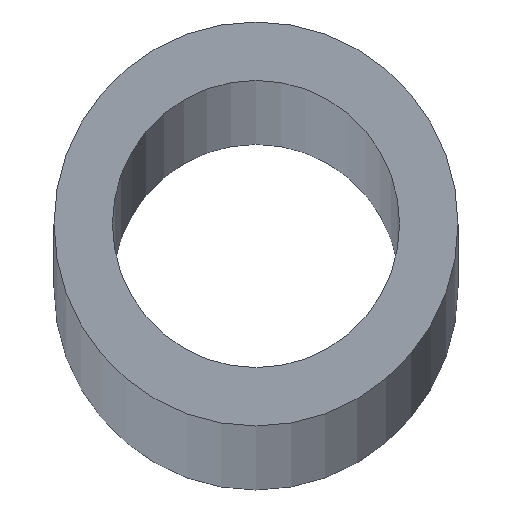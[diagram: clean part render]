
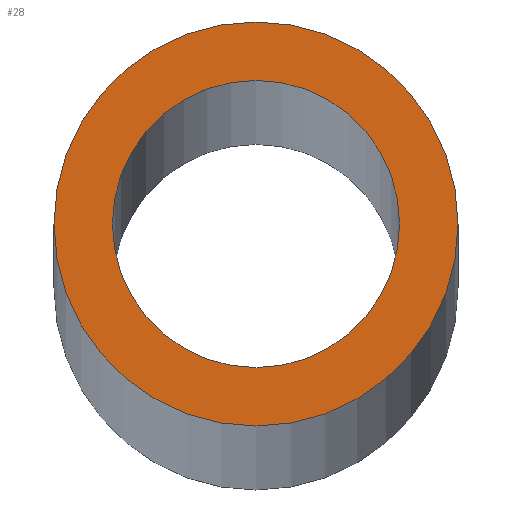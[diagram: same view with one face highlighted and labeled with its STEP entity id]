
A CAD part, top view. The second image highlights one B-rep face of the part: STEP entity #28.
In plain terms, the highlighted planar face has unit normal (0, 0, 1).
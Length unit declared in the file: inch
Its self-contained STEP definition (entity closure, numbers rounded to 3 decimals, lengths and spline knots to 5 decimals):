
#13 = VERTEX_POINT ( 'NONE', #250 ) ;
#16 = DIRECTION ( 'NONE',  ( 1., 0., 0. ) ) ;
#17 = DIRECTION ( 'NONE',  ( 1., 0., 0. ) ) ;
#19 = ORIENTED_EDGE ( 'NONE', *, *, #226, .F. ) ;
#21 = DIRECTION ( 'NONE',  ( 0., 0., 1. ) ) ;
#28 = ADVANCED_FACE ( 'NONE', ( #136, #137 ), #209, .T. ) ;
#30 = AXIS2_PLACEMENT_3D ( 'NONE', #143, #217, #239 ) ;
#37 = VERTEX_POINT ( 'NONE', #61 ) ;
#55 = CIRCLE ( 'NONE', #30, 0.846 ) ;
#57 = EDGE_CURVE ( 'NONE', #37, #84, #62, .T. ) ;
#61 = CARTESIAN_POINT ( 'NONE',  ( -1.19, 0., 216. ) ) ;
#62 = CIRCLE ( 'NONE', #116, 1.19 ) ;
#65 = DIRECTION ( 'NONE',  ( 1., 0., 0. ) ) ;
#69 = DIRECTION ( 'NONE',  ( 0., 0., 1. ) ) ;
#79 = ORIENTED_EDGE ( 'NONE', *, *, #238, .F. ) ;
#84 = VERTEX_POINT ( 'NONE', #164 ) ;
#93 = AXIS2_PLACEMENT_3D ( 'NONE', #185, #69, #65 ) ;
#97 = CIRCLE ( 'NONE', #93, 0.846 ) ;
#103 = DIRECTION ( 'NONE',  ( 0., 0., 1. ) ) ;
#116 = AXIS2_PLACEMENT_3D ( 'NONE', #122, #103, #16 ) ;
#122 = CARTESIAN_POINT ( 'NONE',  ( 0., 0., 216. ) ) ;
#123 = CARTESIAN_POINT ( 'NONE',  ( 0., 0., 216. ) ) ;
#124 = ORIENTED_EDGE ( 'NONE', *, *, #203, .T. ) ;
#136 = FACE_OUTER_BOUND ( 'NONE', #161, .T. ) ;
#137 = FACE_BOUND ( 'NONE', #177, .T. ) ;
#138 = AXIS2_PLACEMENT_3D ( 'NONE', #123, #160, #17 ) ;
#142 = CARTESIAN_POINT ( 'NONE',  ( -0.846, 0., 216. ) ) ;
#143 = CARTESIAN_POINT ( 'NONE',  ( 0., 0., 216. ) ) ;
#160 = DIRECTION ( 'NONE',  ( 0., 0., 1. ) ) ;
#161 = EDGE_LOOP ( 'NONE', ( #180, #124 ) ) ;
#164 = CARTESIAN_POINT ( 'NONE',  ( 1.19, 0., 216. ) ) ;
#167 = CARTESIAN_POINT ( 'NONE',  ( 0., 0., 216. ) ) ;
#169 = CIRCLE ( 'NONE', #216, 1.19 ) ;
#175 = VERTEX_POINT ( 'NONE', #142 ) ;
#177 = EDGE_LOOP ( 'NONE', ( #19, #79 ) ) ;
#180 = ORIENTED_EDGE ( 'NONE', *, *, #57, .T. ) ;
#183 = DIRECTION ( 'NONE',  ( 1., 0., 0. ) ) ;
#185 = CARTESIAN_POINT ( 'NONE',  ( 0., 0., 216. ) ) ;
#203 = EDGE_CURVE ( 'NONE', #84, #37, #169, .T. ) ;
#209 = PLANE ( 'NONE',  #138 ) ;
#216 = AXIS2_PLACEMENT_3D ( 'NONE', #167, #21, #183 ) ;
#217 = DIRECTION ( 'NONE',  ( 0., 0., 1. ) ) ;
#226 = EDGE_CURVE ( 'NONE', #175, #13, #97, .T. ) ;
#238 = EDGE_CURVE ( 'NONE', #13, #175, #55, .T. ) ;
#239 = DIRECTION ( 'NONE',  ( 1., 0., 0. ) ) ;
#250 = CARTESIAN_POINT ( 'NONE',  ( 0.846, 0., 216. ) ) ;
